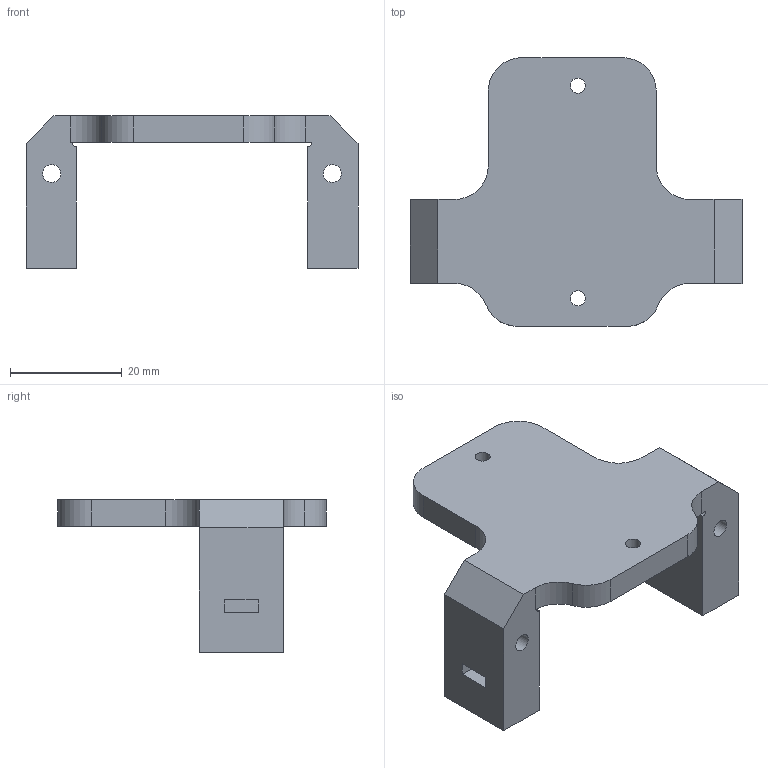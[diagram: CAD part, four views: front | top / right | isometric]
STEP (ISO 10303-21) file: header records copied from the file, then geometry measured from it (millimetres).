
FILE_DESCRIPTION(/* description */ (''),/* implementation_level */ '2;1');
FILE_NAME(/* name */ 'ServoMount.step',/* time_stamp */ '2024-02-02T08:28:41+01:00',/* author */ (''),/* organization */ (''),/* preprocessor_version */ 'ST-DEVELOPER v20',/* originating_system */ 'Autodesk Translation Framework v12.14.0.127',/* authorisation */ '');
FILE_SCHEMA (('AUTOMOTIVE_DESIGN { 1 0 10303 214 3 1 1 }'));
Length unit declared in the file: millimetre
Products named in the file (1): ServoMount
Bounding box: 59.3 x 48 x 27.29 mm (x, y, z)
Volume: 13916.4 mm3; surface area: 7553.6 mm2
Topology: 1 solids, 1 shells, 58 faces, 150 edges, 100 vertices
Faces by surface type: plane 40, cylinder 18
Full cylindrical faces by diameter (mm): 2.7 x2, 3.2 x4, 4.7 x2
Entity records: 1834 total; most frequent: CARTESIAN_POINT 309, DIRECTION 304, ORIENTED_EDGE 300, EDGE_CURVE 150, LINE 114, VECTOR 114, VERTEX_POINT 100, AXIS2_PLACEMENT_3D 95
